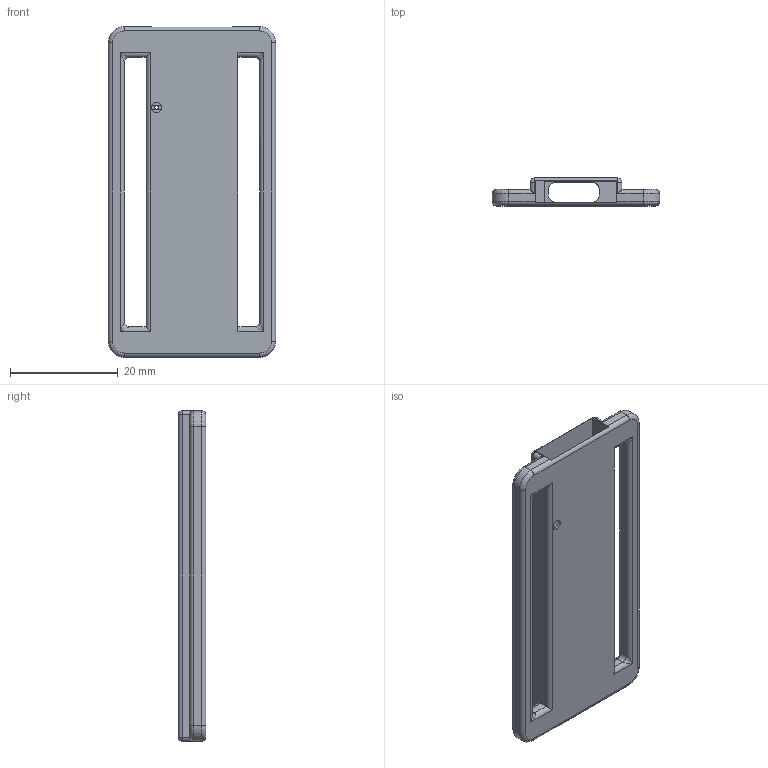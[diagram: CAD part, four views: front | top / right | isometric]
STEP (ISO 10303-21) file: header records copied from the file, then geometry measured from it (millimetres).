
FILE_DESCRIPTION (( 'STEP AP214' ), '1' );
FILE_NAME ('Case-Looped.STEP', '2025-07-16T19:58:18', ( '' ), ( '' ), 'SwSTEP 2.0', 'SolidWorks 2024', '' );
FILE_SCHEMA (( 'AUTOMOTIVE_DESIGN' ));
Length unit declared in the file: millimetre
Products named in the file (1): Case-Looped
Bounding box: 31.06 x 5.11 x 61.35 mm (x, y, z)
Volume: 2775.1 mm3; surface area: 7129.1 mm2
Topology: 3 solids, 3 shells, 241 faces, 659 edges, 409 vertices
Faces by surface type: plane 163, cylinder 56, torus 8, bspline 8, sphere 4, cone 2
Entity records: 7785 total; most frequent: CARTESIAN_POINT 1720, ORIENTED_EDGE 1294, DIRECTION 1188, EDGE_CURVE 647, VECTOR 514, LINE 514, VERTEX_POINT 409, AXIS2_PLACEMENT_3D 337
